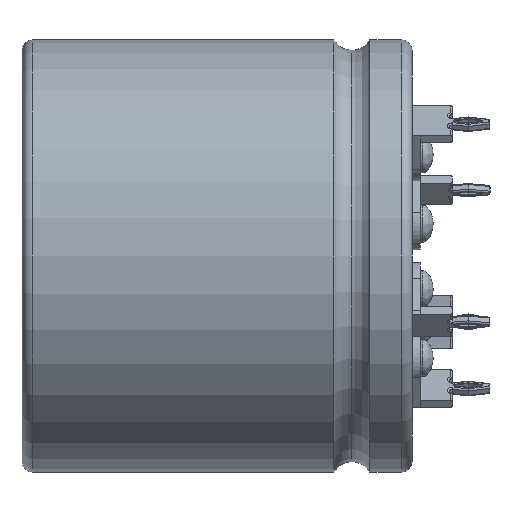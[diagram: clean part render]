
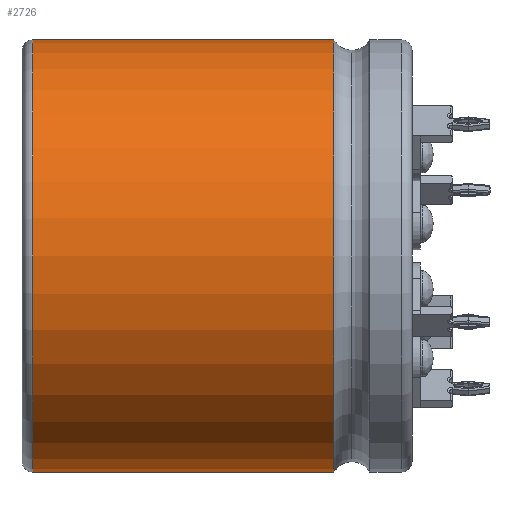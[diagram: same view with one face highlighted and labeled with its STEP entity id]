
A CAD part, left-side view. The second image highlights one B-rep face of the part: STEP entity #2726.
In plain terms, the highlighted cylindrical face has radius 20.5 mm (diameter 41 mm), a partial arc.
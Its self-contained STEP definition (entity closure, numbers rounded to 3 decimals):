
#1239 = LINE ( 'NONE', #9740, #2498 ) ;
#1415 = ORIENTED_EDGE ( 'NONE', *, *, #2319, .T. ) ;
#1864 = CARTESIAN_POINT ( 'NONE',  ( 0., 36., -20.5 ) ) ;
#2319 = EDGE_CURVE ( 'NONE', #12326, #16958, #14343, .T. ) ;
#2479 = DIRECTION ( 'NONE',  ( 0., 0., -1. ) ) ;
#2498 = VECTOR ( 'NONE', #15049, 1000. ) ;
#2677 = CIRCLE ( 'NONE', #10610, 20.5 ) ;
#2726 = ADVANCED_FACE ( 'NONE', ( #5524 ), #14034, .T. ) ;
#3661 = CIRCLE ( 'NONE', #11089, 20.5 ) ;
#3721 = DIRECTION ( 'NONE',  ( 0., -1., 0. ) ) ;
#4408 = DIRECTION ( 'NONE',  ( 0., -1., 0. ) ) ;
#4531 = EDGE_CURVE ( 'NONE', #7134, #16958, #3661, .T. ) ;
#4811 = CARTESIAN_POINT ( 'NONE',  ( 0., 37., 0. ) ) ;
#4977 = CARTESIAN_POINT ( 'NONE',  ( 0., 7.407, 20.5 ) ) ;
#5207 = DIRECTION ( 'NONE',  ( 0., -1., 0. ) ) ;
#5524 = FACE_OUTER_BOUND ( 'NONE', #15663, .T. ) ;
#5684 = ORIENTED_EDGE ( 'NONE', *, *, #4531, .F. ) ;
#6386 = ORIENTED_EDGE ( 'NONE', *, *, #15185, .F. ) ;
#6644 = CARTESIAN_POINT ( 'NONE',  ( 0., 36., 0. ) ) ;
#7134 = VERTEX_POINT ( 'NONE', #4977 ) ;
#7895 = VERTEX_POINT ( 'NONE', #8865 ) ;
#8865 = CARTESIAN_POINT ( 'NONE',  ( 0., 36., 20.5 ) ) ;
#9249 = DIRECTION ( 'NONE',  ( 0., -1., 0. ) ) ;
#9740 = CARTESIAN_POINT ( 'NONE',  ( 0., 37., 20.5 ) ) ;
#10610 = AXIS2_PLACEMENT_3D ( 'NONE', #6644, #9249, #14589 ) ;
#11089 = AXIS2_PLACEMENT_3D ( 'NONE', #11247, #4408, #12362 ) ;
#11247 = CARTESIAN_POINT ( 'NONE',  ( 0., 7.407, 0. ) ) ;
#12326 = VERTEX_POINT ( 'NONE', #1864 ) ;
#12362 = DIRECTION ( 'NONE',  ( 0., 0., -1. ) ) ;
#12698 = VECTOR ( 'NONE', #3721, 1000. ) ;
#14034 = CYLINDRICAL_SURFACE ( 'NONE', #17060, 20.5 ) ;
#14343 = LINE ( 'NONE', #15668, #12698 ) ;
#14589 = DIRECTION ( 'NONE',  ( 0., 0., 1. ) ) ;
#15049 = DIRECTION ( 'NONE',  ( 0., -1., 0. ) ) ;
#15185 = EDGE_CURVE ( 'NONE', #7895, #7134, #1239, .T. ) ;
#15573 = EDGE_CURVE ( 'NONE', #7895, #12326, #2677, .T. ) ;
#15663 = EDGE_LOOP ( 'NONE', ( #6386, #17001, #1415, #5684 ) ) ;
#15668 = CARTESIAN_POINT ( 'NONE',  ( 0., 37., -20.5 ) ) ;
#16958 = VERTEX_POINT ( 'NONE', #16988 ) ;
#16988 = CARTESIAN_POINT ( 'NONE',  ( 0., 7.407, -20.5 ) ) ;
#17001 = ORIENTED_EDGE ( 'NONE', *, *, #15573, .T. ) ;
#17060 = AXIS2_PLACEMENT_3D ( 'NONE', #4811, #5207, #2479 ) ;
